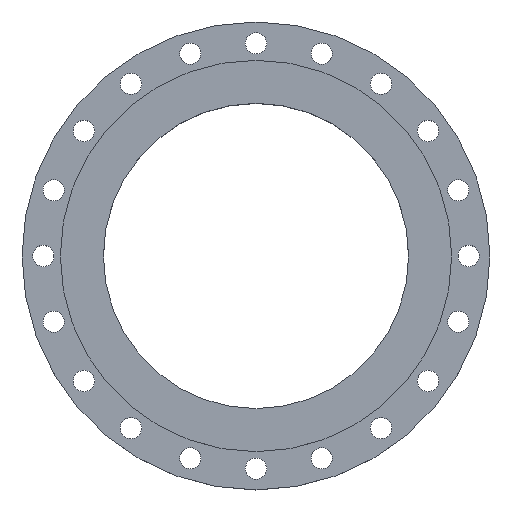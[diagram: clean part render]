
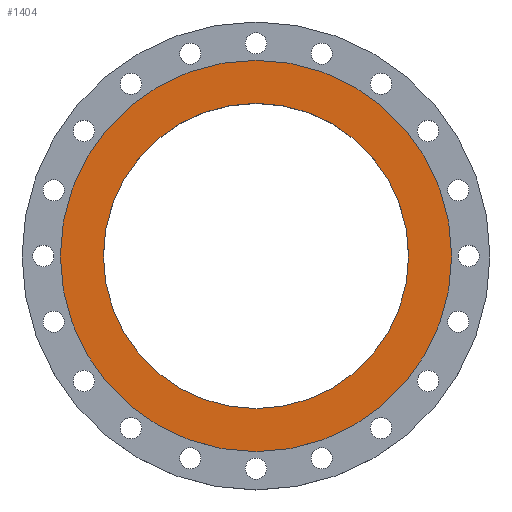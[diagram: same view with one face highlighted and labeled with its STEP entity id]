
A CAD part, top view. The second image highlights one B-rep face of the part: STEP entity #1404.
In plain terms, the highlighted planar face has unit normal (0, 0, 1).
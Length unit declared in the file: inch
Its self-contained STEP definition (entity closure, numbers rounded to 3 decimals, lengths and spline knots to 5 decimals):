
#164 = EDGE_CURVE ( 'NONE', #790, #1697, #1356, .T. ) ;
#174 = DIRECTION ( 'NONE',  ( 0., 0., 1. ) ) ;
#312 = ORIENTED_EDGE ( 'NONE', *, *, #164, .T. ) ;
#357 = VERTEX_POINT ( 'NONE', #1122 ) ;
#373 = CARTESIAN_POINT ( 'NONE',  ( 0., 0., 0. ) ) ;
#398 = CARTESIAN_POINT ( 'NONE',  ( 0., 8.96875, 0. ) ) ;
#462 = DIRECTION ( 'NONE',  ( 0., 0., 1. ) ) ;
#467 = AXIS2_PLACEMENT_3D ( 'NONE', #398, #1845, #1016 ) ;
#473 = CARTESIAN_POINT ( 'NONE',  ( 0., 0., 0. ) ) ;
#531 = EDGE_CURVE ( 'NONE', #1697, #790, #843, .T. ) ;
#534 = AXIS2_PLACEMENT_3D ( 'NONE', #473, #174, #1932 ) ;
#605 = AXIS2_PLACEMENT_3D ( 'NONE', #373, #1620, #1962 ) ;
#631 = CARTESIAN_POINT ( 'NONE',  ( 0., 0., 0. ) ) ;
#688 = ORIENTED_EDGE ( 'NONE', *, *, #1413, .F. ) ;
#789 = EDGE_LOOP ( 'NONE', ( #1026, #688 ) ) ;
#790 = VERTEX_POINT ( 'NONE', #1833 ) ;
#843 = CIRCLE ( 'NONE', #605, 11.5 ) ;
#881 = AXIS2_PLACEMENT_3D ( 'NONE', #631, #462, #1447 ) ;
#1008 = AXIS2_PLACEMENT_3D ( 'NONE', #1048, #1981, #1326 ) ;
#1016 = DIRECTION ( 'NONE',  ( -1., 0., 0. ) ) ;
#1026 = ORIENTED_EDGE ( 'NONE', *, *, #1695, .F. ) ;
#1048 = CARTESIAN_POINT ( 'NONE',  ( 0., 0., 0. ) ) ;
#1122 = CARTESIAN_POINT ( 'NONE',  ( 8.96875, 0., 0. ) ) ;
#1167 = CARTESIAN_POINT ( 'NONE',  ( -8.96875, 0., 0. ) ) ;
#1188 = FACE_BOUND ( 'NONE', #789, .T. ) ;
#1326 = DIRECTION ( 'NONE',  ( 1., 0., 0. ) ) ;
#1356 = CIRCLE ( 'NONE', #534, 11.5 ) ;
#1396 = CIRCLE ( 'NONE', #1008, 8.96875 ) ;
#1404 = ADVANCED_FACE ( 'NONE', ( #1188, #1475 ), #1992, .F. ) ;
#1413 = EDGE_CURVE ( 'NONE', #1925, #357, #1396, .T. ) ;
#1447 = DIRECTION ( 'NONE',  ( 1., 0., 0. ) ) ;
#1450 = EDGE_LOOP ( 'NONE', ( #1570, #312 ) ) ;
#1475 = FACE_OUTER_BOUND ( 'NONE', #1450, .T. ) ;
#1527 = CIRCLE ( 'NONE', #881, 8.96875 ) ;
#1570 = ORIENTED_EDGE ( 'NONE', *, *, #531, .T. ) ;
#1580 = CARTESIAN_POINT ( 'NONE',  ( 11.5, 0., 0. ) ) ;
#1620 = DIRECTION ( 'NONE',  ( 0., 0., 1. ) ) ;
#1695 = EDGE_CURVE ( 'NONE', #357, #1925, #1527, .T. ) ;
#1697 = VERTEX_POINT ( 'NONE', #1580 ) ;
#1833 = CARTESIAN_POINT ( 'NONE',  ( -11.5, 0., 0. ) ) ;
#1845 = DIRECTION ( 'NONE',  ( 0., 0., -1. ) ) ;
#1925 = VERTEX_POINT ( 'NONE', #1167 ) ;
#1932 = DIRECTION ( 'NONE',  ( 1., 0., 0. ) ) ;
#1962 = DIRECTION ( 'NONE',  ( 1., 0., 0. ) ) ;
#1981 = DIRECTION ( 'NONE',  ( 0., 0., 1. ) ) ;
#1992 = PLANE ( 'NONE',  #467 ) ;
